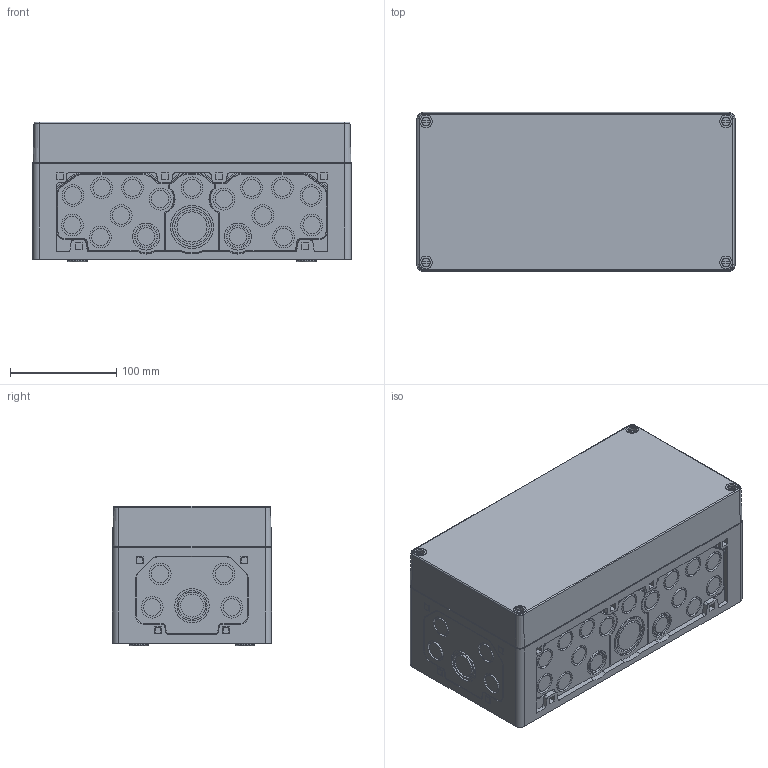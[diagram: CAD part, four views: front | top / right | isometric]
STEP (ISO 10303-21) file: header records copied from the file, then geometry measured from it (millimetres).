
FILE_DESCRIPTION( ( 'STEP AP214' ), ' ' );
FILE_NAME( '74500101.stp', '2016-04-11T15:54:54', ( '' ), ( '' ), ' ', 'PARTsolutions', ' ' );
FILE_SCHEMA( ( 'AUTOMOTIVE_DESIGN { 1 0 10303 214 1 1 1 1 }' ) );
Length unit declared in the file: millimetre
Products named in the file (4): 74500101; _Kasten-ak-2; _Deckel-ak-1-t; _Schraube-ak2-lang
Assembly tree (6 placements, depth 2):
  74500101
    _Kasten-ak-2
    _Deckel-ak-1-t
    _Schraube-ak2-lang  x4
Bounding box: 300 x 150 x 132 mm (x, y, z)
Volume: 796868.1 mm3; surface area: 487127.3 mm2
Topology: 6 solids, 6 shells, 1507 faces, 3826 edges, 2522 vertices
Faces by surface type: plane 959, cylinder 388, cone 152, torus 8
Full cylindrical faces by diameter (mm): 3.2 x14, 6 x8, 6.5 x4, 8 x8, 8.6 x4, 9 x4, 9.5 x4, 11 x4, 11.8 x8, 14.1 x4, 16.5 x42, 20.5 x42, 21.5 x6, 25.5 x6, 28.5 x4, 32.5 x4, 36.5 x2, 40.5 x2
Entity records: 53700 total; most frequent: CARTESIAN_POINT 7624, DIRECTION 7260, ORIENTED_EDGE 6820, EDGE_CURVE 3410, AXIS2_PLACEMENT_3D 2520, VERTEX_POINT 2352, LINE 2220, VECTOR 2220
